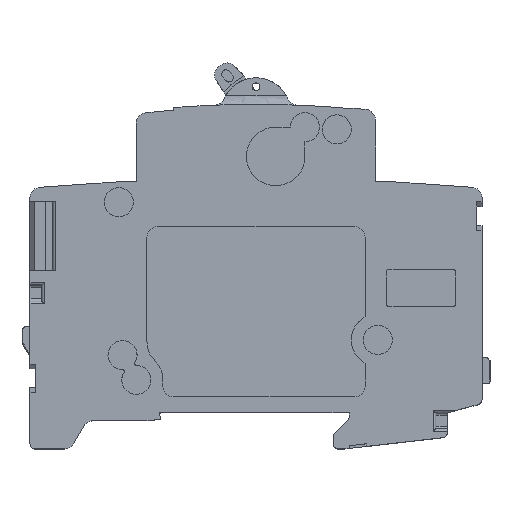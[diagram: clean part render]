
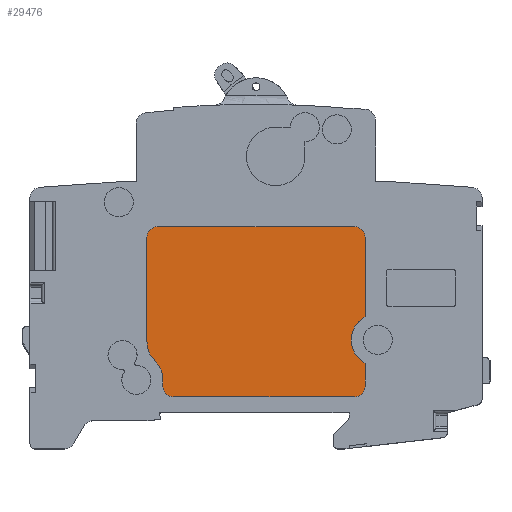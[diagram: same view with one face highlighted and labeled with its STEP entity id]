
A CAD part, top view. The second image highlights one B-rep face of the part: STEP entity #29476.
In plain terms, the highlighted planar face has unit normal (0, 0, 1).
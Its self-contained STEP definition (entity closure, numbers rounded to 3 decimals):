
#11516=DIRECTION('',(1.,0.,0.));
#11517=VECTOR('',#11516,34.);
#11518=CARTESIAN_POINT('',(-15.5,5.5,8.625));
#11519=LINE('',#11518,#11517);
#11520=CARTESIAN_POINT('',(-15.5,7.5,8.625));
#11521=DIRECTION('',(0.,0.,1.));
#11522=DIRECTION('',(-1.,0.,0.));
#11523=AXIS2_PLACEMENT_3D('',#11520,#11521,#11522);
#11525=DIRECTION('',(0.,-1.,0.));
#11526=VECTOR('',#11525,1.2);
#11527=CARTESIAN_POINT('',(-17.5,8.7,8.625));
#11528=LINE('',#11527,#11526);
#11529=CARTESIAN_POINT('',(-22.5,8.7,8.625));
#11530=DIRECTION('',(0.,0.,-1.));
#11531=DIRECTION('',(0.7,0.714,0.));
#11532=AXIS2_PLACEMENT_3D('',#11529,#11530,#11531);
#11534=CARTESIAN_POINT('',(-15.5,15.841,8.625));
#11535=DIRECTION('',(0.,0.,1.));
#11536=DIRECTION('',(-1.,0.,0.));
#11537=AXIS2_PLACEMENT_3D('',#11534,#11535,#11536);
#11539=DIRECTION('',(0.,-1.,0.));
#11540=VECTOR('',#11539,19.659);
#11541=CARTESIAN_POINT('',(-20.5,35.5,8.625));
#11542=LINE('',#11541,#11540);
#11543=CARTESIAN_POINT('',(-18.5,35.5,8.625));
#11544=DIRECTION('',(0.,0.,1.));
#11545=DIRECTION('',(0.,1.,0.));
#11546=AXIS2_PLACEMENT_3D('',#11543,#11544,#11545);
#11548=DIRECTION('',(-1.,0.,0.));
#11549=VECTOR('',#11548,37.);
#11550=CARTESIAN_POINT('',(18.5,37.5,8.625));
#11551=LINE('',#11550,#11549);
#11552=CARTESIAN_POINT('',(18.5,35.5,8.625));
#11553=DIRECTION('',(0.,0.,1.));
#11554=DIRECTION('',(1.,0.,0.));
#11555=AXIS2_PLACEMENT_3D('',#11552,#11553,#11554);
#11557=DIRECTION('',(0.,1.,0.));
#11558=VECTOR('',#11557,14.914);
#11559=CARTESIAN_POINT('',(20.5,20.586,8.625));
#11560=LINE('',#11559,#11558);
#11561=CARTESIAN_POINT('',(22.9,16.2,8.625));
#11562=DIRECTION('',(0.,0.,-1.));
#11563=DIRECTION('',(-0.48,-0.877,0.));
#11564=AXIS2_PLACEMENT_3D('',#11561,#11562,#11563);
#11566=DIRECTION('',(0.,1.,0.));
#11567=VECTOR('',#11566,4.314);
#11568=CARTESIAN_POINT('',(20.5,7.5,8.625));
#11569=LINE('',#11568,#11567);
#11570=CARTESIAN_POINT('',(18.5,7.5,8.625));
#11571=DIRECTION('',(0.,0.,1.));
#11572=DIRECTION('',(0.,-1.,0.));
#11573=AXIS2_PLACEMENT_3D('',#11570,#11571,#11572);
#14622=CARTESIAN_POINT('',(-15.5,5.5,8.625));
#14623=CARTESIAN_POINT('',(18.5,5.5,8.625));
#14624=VERTEX_POINT('',#14622);
#14625=VERTEX_POINT('',#14623);
#14626=CARTESIAN_POINT('',(20.5,7.5,8.625));
#14627=VERTEX_POINT('',#14626);
#14628=CARTESIAN_POINT('',(20.5,11.814,8.625));
#14629=VERTEX_POINT('',#14628);
#14630=CARTESIAN_POINT('',(20.5,20.586,8.625));
#14631=VERTEX_POINT('',#14630);
#14632=CARTESIAN_POINT('',(20.5,35.5,8.625));
#14633=VERTEX_POINT('',#14632);
#14634=CARTESIAN_POINT('',(18.5,37.5,8.625));
#14635=VERTEX_POINT('',#14634);
#14636=CARTESIAN_POINT('',(-18.5,37.5,8.625));
#14637=VERTEX_POINT('',#14636);
#14638=CARTESIAN_POINT('',(-20.5,35.5,8.625));
#14639=VERTEX_POINT('',#14638);
#14640=CARTESIAN_POINT('',(-20.5,15.841,8.625));
#14641=VERTEX_POINT('',#14640);
#14642=CARTESIAN_POINT('',(-19.,12.271,8.625));
#14643=VERTEX_POINT('',#14642);
#14644=CARTESIAN_POINT('',(-17.5,8.7,8.625));
#14645=VERTEX_POINT('',#14644);
#14646=CARTESIAN_POINT('',(-17.5,7.5,8.625));
#14647=VERTEX_POINT('',#14646);
#29456=CARTESIAN_POINT('',(-27.5,2.5,8.625));
#29457=DIRECTION('',(0.,0.,1.));
#29458=DIRECTION('',(1.,0.,0.));
#29459=AXIS2_PLACEMENT_3D('',#29456,#29457,#29458);
#29460=PLANE('',#29459);
#29461=ORIENTED_EDGE('',*,*,#29282,.F.);
#29462=ORIENTED_EDGE('',*,*,#29297,.F.);
#29463=ORIENTED_EDGE('',*,*,#29311,.F.);
#29464=ORIENTED_EDGE('',*,*,#29325,.F.);
#29465=ORIENTED_EDGE('',*,*,#29339,.F.);
#29466=ORIENTED_EDGE('',*,*,#29353,.F.);
#29467=ORIENTED_EDGE('',*,*,#29367,.F.);
#29468=ORIENTED_EDGE('',*,*,#29381,.F.);
#29469=ORIENTED_EDGE('',*,*,#29395,.F.);
#29470=ORIENTED_EDGE('',*,*,#29409,.F.);
#29471=ORIENTED_EDGE('',*,*,#29423,.F.);
#29472=ORIENTED_EDGE('',*,*,#29437,.F.);
#29473=ORIENTED_EDGE('',*,*,#29450,.F.);
#29474=EDGE_LOOP('',(#29461,#29462,#29463,#29464,#29465,#29466,#29467,#29468,
#29469,#29470,#29471,#29472,#29473));
#29475=FACE_OUTER_BOUND('',#29474,.F.);
#29476=ADVANCED_FACE('',(#29475),#29460,.T.);
#11524=CIRCLE('',#11523,2.);
#11533=CIRCLE('',#11532,5.);
#11538=CIRCLE('',#11537,5.);
#11547=CIRCLE('',#11546,2.);
#11556=CIRCLE('',#11555,2.);
#11565=CIRCLE('',#11564,5.);
#11574=CIRCLE('',#11573,2.);
#29282=EDGE_CURVE('',#14624,#14625,#11519,.T.);
#29297=EDGE_CURVE('',#14647,#14624,#11524,.T.);
#29311=EDGE_CURVE('',#14645,#14647,#11528,.T.);
#29325=EDGE_CURVE('',#14643,#14645,#11533,.T.);
#29339=EDGE_CURVE('',#14641,#14643,#11538,.T.);
#29353=EDGE_CURVE('',#14639,#14641,#11542,.T.);
#29367=EDGE_CURVE('',#14637,#14639,#11547,.T.);
#29381=EDGE_CURVE('',#14635,#14637,#11551,.T.);
#29395=EDGE_CURVE('',#14633,#14635,#11556,.T.);
#29409=EDGE_CURVE('',#14631,#14633,#11560,.T.);
#29423=EDGE_CURVE('',#14629,#14631,#11565,.T.);
#29437=EDGE_CURVE('',#14627,#14629,#11569,.T.);
#29450=EDGE_CURVE('',#14625,#14627,#11574,.T.);
